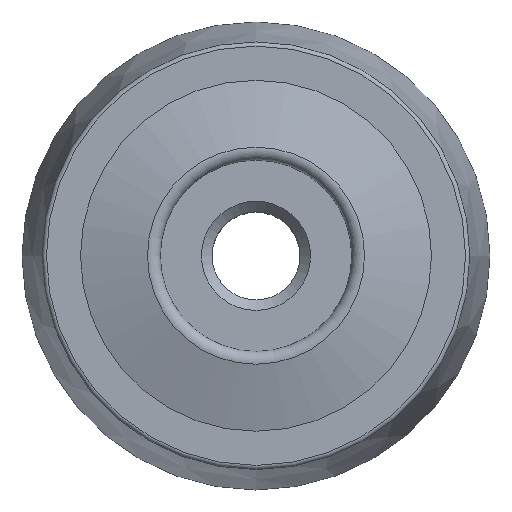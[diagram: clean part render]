
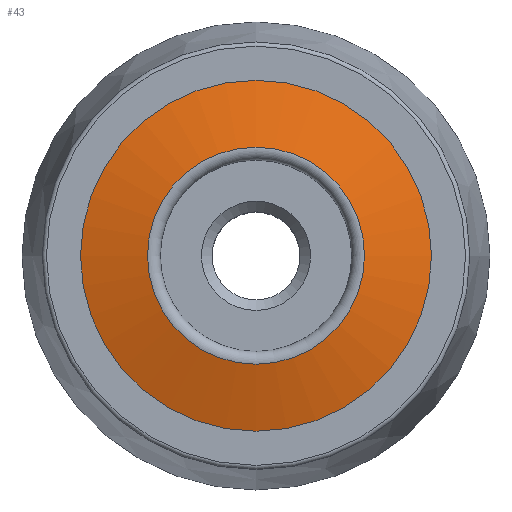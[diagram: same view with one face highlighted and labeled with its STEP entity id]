
A CAD part, top view. The second image highlights one B-rep face of the part: STEP entity #43.
In plain terms, the highlighted spherical face has radius 25 mm.
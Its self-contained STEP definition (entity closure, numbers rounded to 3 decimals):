
#43 = ADVANCED_FACE( '', ( #96, #97 ), #98, .T. );
#96 = FACE_OUTER_BOUND( '', #171, .T. );
#97 = FACE_OUTER_BOUND( '', #172, .T. );
#98 = SPHERICAL_SURFACE( '', #173, 25. );
#171 = EDGE_LOOP( '', ( #242 ) );
#172 = EDGE_LOOP( '', ( #243 ) );
#173 = AXIS2_PLACEMENT_3D( '', #244, #245, #246 );
#242 = ORIENTED_EDGE( '', *, *, #338, .T. );
#243 = ORIENTED_EDGE( '', *, *, #341, .T. );
#244 = CARTESIAN_POINT( '', ( 0., 0., -11. ) );
#245 = DIRECTION( '', ( 0., 0., 1. ) );
#246 = DIRECTION( '', ( 0., 1., 0. ) );
#338 = EDGE_CURVE( '', #372, #372, #373, .T. );
#341 = EDGE_CURVE( '', #377, #377, #378, .T. );
#372 = VERTEX_POINT( '', #423 );
#373 = CIRCLE( '', #424, 5.102 );
#377 = VERTEX_POINT( '', #428 );
#378 = CIRCLE( '', #429, 8.249 );
#423 = CARTESIAN_POINT( '', ( -5.102, 0., 13.474 ) );
#424 = AXIS2_PLACEMENT_3D( '', #473, #474, #475 );
#428 = CARTESIAN_POINT( '', ( 8.249, 0., 12.6 ) );
#429 = AXIS2_PLACEMENT_3D( '', #479, #480, #481 );
#473 = CARTESIAN_POINT( '', ( 0., 0., 13.474 ) );
#474 = DIRECTION( '', ( 0., 0., -1. ) );
#475 = DIRECTION( '', ( -1., 0., 0. ) );
#479 = CARTESIAN_POINT( '', ( 0., 0., 12.6 ) );
#480 = DIRECTION( '', ( 0., 0., 1. ) );
#481 = DIRECTION( '', ( 1., 0., 0. ) );
